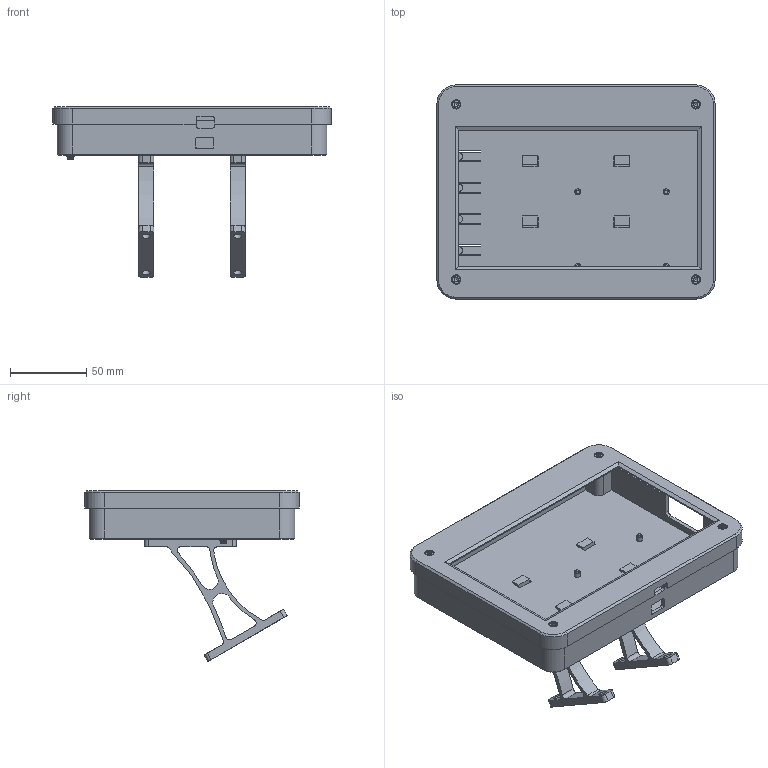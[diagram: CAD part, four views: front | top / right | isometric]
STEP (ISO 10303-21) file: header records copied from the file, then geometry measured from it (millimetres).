
FILE_DESCRIPTION(('FreeCAD Model'),'2;1');
FILE_NAME('Open CASCADE Shape Model','2021-02-24T11:04:36',( 'Jonathan WIEDEMANN'),('FreeCAD France'), 'Open CASCADE STEP processor 7.4','FreeCAD','Unknown');
FILE_SCHEMA(('AUTOMOTIVE_DESIGN { 1 0 10303 214 1 1 1 1 }'));
Length unit declared in the file: millimetre
Products named in the file (16): rpi_screen; Ensemble_boîtier_inf; M3x3-Standoff; Boîtier_inférieur; Ensemble_boîter_sup; M3x10-Screw; Boîtier_supérieur; Supports; Support; Support2
Assembly tree (15 placements, depth 3):
  rpi_screen
    Ensemble_boîtier_inf
      M3x3-Standoff
      M3x3-Standoff
      M3x3-Standoff
      M3x3-Standoff
      Boîtier_inférieur
    Ensemble_boîter_sup
      M3x10-Screw
      M3x10-Screw
      M3x10-Screw
      Boîtier_supérieur
      M3x10-Screw
    Supports
      Support
      Support2
Bounding box: 182.6 x 140.5 x 112 mm (x, y, z)
Volume: 155162.6 mm3; surface area: 126626.2 mm2
Topology: 12 solids, 12 shells, 511 faces, 1258 edges, 820 vertices
Faces by surface type: plane 297, cylinder 165, cone 32, sphere 9, revolution 8
Full cylindrical faces by diameter (mm): 2.4 x4, 2.5 x4, 3 x4, 3.6 x4, 3.78 x4, 3.99 x8, 4 x4, 4.2 x16, 4.8 x5, 5.5 x8, 6.1 x4
Entity records: 32286 total; most frequent: CARTESIAN_POINT 6236, DIRECTION 4972, LINE 2776, VECTOR 2776, ORIENTED_EDGE 2498, PCURVE 2498, DEFINITIONAL_REPRESENTATION 2498, EDGE_CURVE 1249
